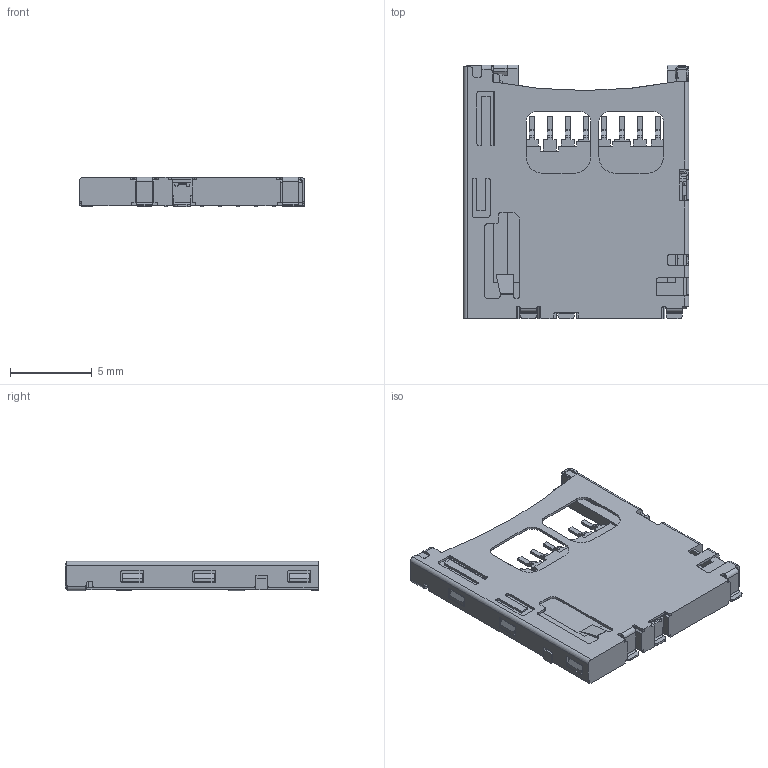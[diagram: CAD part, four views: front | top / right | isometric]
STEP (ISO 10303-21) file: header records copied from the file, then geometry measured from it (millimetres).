
FILE_DESCRIPTION(('STEP AP242'),'1');
FILE_NAME('502570-0893.stp','2021-01-11T06:10:10',('TraceParts'),('TraceParts S.A.'),'Spatial InterOp 3D',' ',' ');
FILE_SCHEMA(('AP242_MANAGED_MODEL_BASED_3D_ENGINEERING_MIM_LF {1 0 10303 442 1 1 4}'));
Length unit declared in the file: millimetre
Products named in the file (1): 502570-0893_1
Bounding box: 13.8 x 15.5 x 1.8 mm (x, y, z)
Volume: 184.6 mm3; surface area: 737.7 mm2
Topology: 1 solids, 3 shells, 956 faces, 2753 edges, 1881 vertices
Faces by surface type: plane 675, cylinder 239, cone 42
Entity records: 31085 total; most frequent: CARTESIAN_POINT 5539, ORIENTED_EDGE 5370, DIRECTION 5181, EDGE_CURVE 2685, LINE 2199, VECTOR 2199, VERTEX_POINT 1745, AXIS2_PLACEMENT_3D 1491
